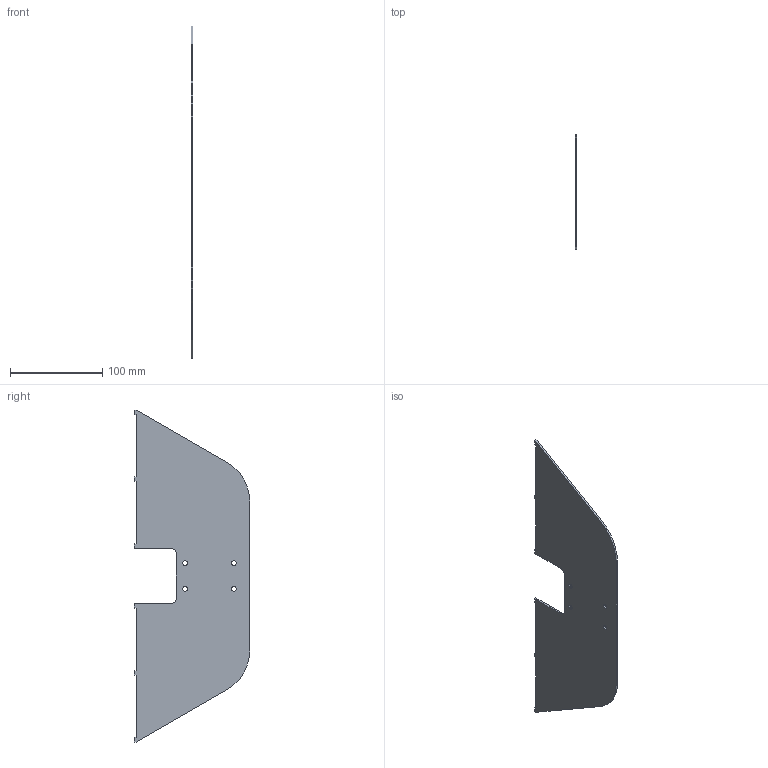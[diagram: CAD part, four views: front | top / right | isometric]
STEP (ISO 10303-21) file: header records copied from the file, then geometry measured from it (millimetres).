
FILE_DESCRIPTION (( 'STEP AP203' ), '1' );
FILE_NAME ('chassis_hanger_interface.STEP', '2025-02-24T12:40:01', ( '' ), ( '' ), 'SwSTEP 2.0', 'SolidWorks 2024', '' );
FILE_SCHEMA (( 'CONFIG_CONTROL_DESIGN' ));
Length unit declared in the file: millimetre
Products named in the file (1): chassis_hanger_interface
Bounding box: 2 x 125 x 360 mm (x, y, z)
Volume: 65369 mm3; surface area: 67409.8 mm2
Topology: 1 solids, 1 shells, 40 faces, 114 edges, 76 vertices
Faces by surface type: plane 28, cylinder 12
Entity records: 1387 total; most frequent: CARTESIAN_POINT 239, ORIENTED_EDGE 228, DIRECTION 212, EDGE_CURVE 114, LINE 82, VECTOR 82, VERTEX_POINT 76, AXIS2_PLACEMENT_3D 65
